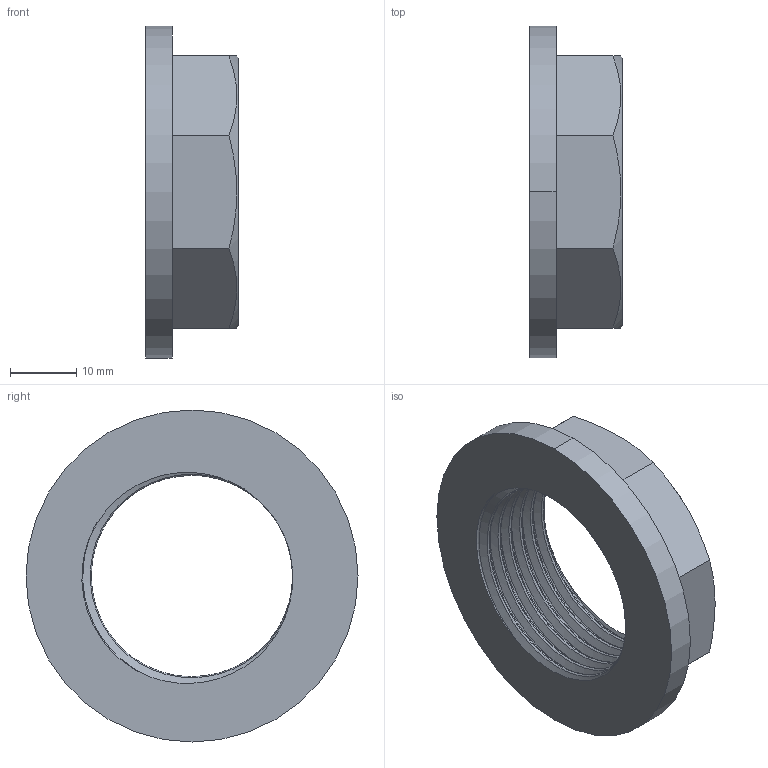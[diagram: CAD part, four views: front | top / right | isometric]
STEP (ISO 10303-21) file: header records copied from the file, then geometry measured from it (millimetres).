
FILE_DESCRIPTION (( 'STEP AP203' ), '1' );
FILE_NAME ('00190_0707.STEP', '2017-05-15T13:55:01', ( '' ), ( '' ), 'SwSTEP 2.0', 'SolidWorks 2011', '' );
FILE_SCHEMA (( 'CONFIG_CONTROL_DESIGN' ));
Length unit declared in the file: millimetre
Products named in the file (1): 00190_0707
Bounding box: 14 x 50 x 50 mm (x, y, z)
Volume: 10624.8 mm3; surface area: 6658.7 mm2
Topology: 1 solids, 1 shells, 34 faces, 93 edges, 62 vertices
Faces by surface type: cylinder 15, plane 12, bspline 5, cone 2
Entity records: 4481 total; most frequent: CARTESIAN_POINT 3680, ORIENTED_EDGE 186, DIRECTION 109, EDGE_CURVE 93, VERTEX_POINT 62, AXIS2_PLACEMENT_3D 38, EDGE_LOOP 37, FACE_OUTER_BOUND 34
